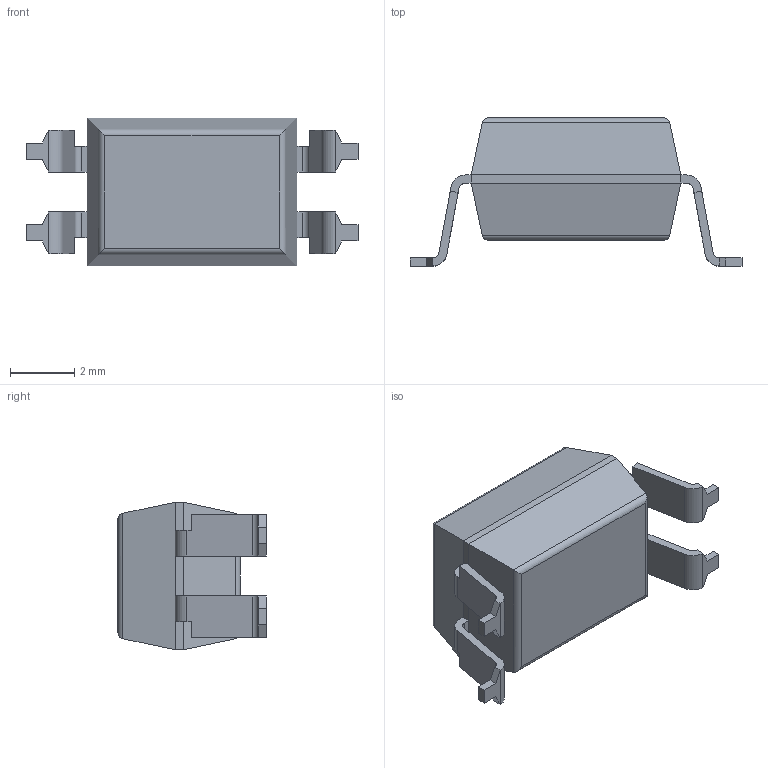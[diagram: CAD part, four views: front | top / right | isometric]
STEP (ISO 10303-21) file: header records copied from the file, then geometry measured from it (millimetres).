
FILE_DESCRIPTION (( 'STEP AP214' ), '1' );
FILE_NAME ('EL817S(D)(TU).STEP', '2023-07-05T12:07:17', ( '' ), ( '' ), 'SwSTEP 2.0', 'SolidWorks 2017', '' );
FILE_SCHEMA (( 'AUTOMOTIVE_DESIGN' ));
Length unit declared in the file: millimetre
Products named in the file (1): EL817S(D)(TU)
Bounding box: 10.3 x 4.6 x 4.58 mm (x, y, z)
Volume: 102.9 mm3; surface area: 166.4 mm2
Topology: 6 solids, 6 shells, 109 faces, 256 edges, 160 vertices
Faces by surface type: plane 81, cylinder 28
Entity records: 3133 total; most frequent: CARTESIAN_POINT 550, ORIENTED_EDGE 512, DIRECTION 508, EDGE_CURVE 256, VECTOR 208, LINE 208, VERTEX_POINT 160, AXIS2_PLACEMENT_3D 150
